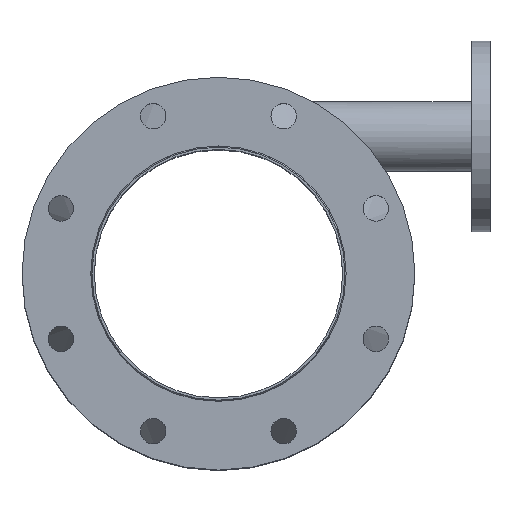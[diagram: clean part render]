
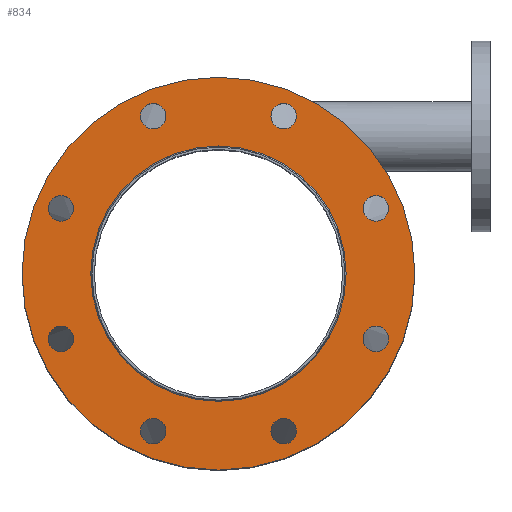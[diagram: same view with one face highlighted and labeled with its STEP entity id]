
A CAD part, top view. The second image highlights one B-rep face of the part: STEP entity #834.
In plain terms, the highlighted planar face has unit normal (0, 0, 1).
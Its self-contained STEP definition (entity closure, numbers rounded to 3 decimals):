
#54=PLANE('',#966);
#124=FACE_BOUND('',#323,.T.);
#125=FACE_BOUND('',#324,.T.);
#126=FACE_BOUND('',#325,.T.);
#127=FACE_BOUND('',#326,.T.);
#128=FACE_BOUND('',#327,.T.);
#129=FACE_BOUND('',#328,.T.);
#130=FACE_BOUND('',#329,.T.);
#131=FACE_BOUND('',#330,.T.);
#132=FACE_BOUND('',#331,.T.);
#200=FACE_OUTER_BOUND('',#322,.T.);
#322=EDGE_LOOP('',(#705));
#323=EDGE_LOOP('',(#706));
#324=EDGE_LOOP('',(#707));
#325=EDGE_LOOP('',(#708));
#326=EDGE_LOOP('',(#709));
#327=EDGE_LOOP('',(#710));
#328=EDGE_LOOP('',(#711));
#329=EDGE_LOOP('',(#712));
#330=EDGE_LOOP('',(#713));
#331=EDGE_LOOP('',(#714));
#408=CIRCLE('',#937,110.5);
#410=CIRCLE('',#940,11.);
#412=CIRCLE('',#943,11.);
#414=CIRCLE('',#946,11.);
#416=CIRCLE('',#949,11.);
#418=CIRCLE('',#952,11.);
#420=CIRCLE('',#955,11.);
#422=CIRCLE('',#958,11.);
#424=CIRCLE('',#961,11.);
#426=CIRCLE('',#964,170.);
#487=VERTEX_POINT('',#1527);
#489=VERTEX_POINT('',#1532);
#491=VERTEX_POINT('',#1537);
#493=VERTEX_POINT('',#1542);
#495=VERTEX_POINT('',#1547);
#497=VERTEX_POINT('',#1552);
#499=VERTEX_POINT('',#1557);
#501=VERTEX_POINT('',#1562);
#503=VERTEX_POINT('',#1567);
#505=VERTEX_POINT('',#1572);
#564=EDGE_CURVE('',#487,#487,#408,.T.);
#566=EDGE_CURVE('',#489,#489,#410,.T.);
#568=EDGE_CURVE('',#491,#491,#412,.T.);
#570=EDGE_CURVE('',#493,#493,#414,.T.);
#572=EDGE_CURVE('',#495,#495,#416,.T.);
#574=EDGE_CURVE('',#497,#497,#418,.T.);
#576=EDGE_CURVE('',#499,#499,#420,.T.);
#578=EDGE_CURVE('',#501,#501,#422,.T.);
#580=EDGE_CURVE('',#503,#503,#424,.T.);
#582=EDGE_CURVE('',#505,#505,#426,.T.);
#705=ORIENTED_EDGE('',*,*,#582,.F.);
#706=ORIENTED_EDGE('',*,*,#564,.T.);
#707=ORIENTED_EDGE('',*,*,#566,.T.);
#708=ORIENTED_EDGE('',*,*,#568,.T.);
#709=ORIENTED_EDGE('',*,*,#570,.T.);
#710=ORIENTED_EDGE('',*,*,#572,.T.);
#711=ORIENTED_EDGE('',*,*,#574,.T.);
#712=ORIENTED_EDGE('',*,*,#576,.T.);
#713=ORIENTED_EDGE('',*,*,#578,.T.);
#714=ORIENTED_EDGE('',*,*,#580,.T.);
#834=ADVANCED_FACE('',(#200,#124,#125,#126,#127,#128,#129,#130,#131,#132),
#54,.F.);
#937=AXIS2_PLACEMENT_3D('',#1528,#1155,#1156);
#940=AXIS2_PLACEMENT_3D('',#1533,#1161,#1162);
#943=AXIS2_PLACEMENT_3D('',#1538,#1167,#1168);
#946=AXIS2_PLACEMENT_3D('',#1543,#1173,#1174);
#949=AXIS2_PLACEMENT_3D('',#1548,#1179,#1180);
#952=AXIS2_PLACEMENT_3D('',#1553,#1185,#1186);
#955=AXIS2_PLACEMENT_3D('',#1558,#1191,#1192);
#958=AXIS2_PLACEMENT_3D('',#1563,#1197,#1198);
#961=AXIS2_PLACEMENT_3D('',#1568,#1203,#1204);
#964=AXIS2_PLACEMENT_3D('',#1573,#1209,#1210);
#966=AXIS2_PLACEMENT_3D('',#1576,#1213,#1214);
#1155=DIRECTION('center_axis',(0.,0.,-1.));
#1156=DIRECTION('ref_axis',(-1.,0.,0.));
#1161=DIRECTION('center_axis',(0.,0.,-1.));
#1162=DIRECTION('ref_axis',(-1.,0.,0.));
#1167=DIRECTION('center_axis',(0.,0.,-1.));
#1168=DIRECTION('ref_axis',(-1.,0.,0.));
#1173=DIRECTION('center_axis',(0.,0.,-1.));
#1174=DIRECTION('ref_axis',(-1.,0.,0.));
#1179=DIRECTION('center_axis',(0.,0.,-1.));
#1180=DIRECTION('ref_axis',(-1.,0.,0.));
#1185=DIRECTION('center_axis',(0.,0.,-1.));
#1186=DIRECTION('ref_axis',(-1.,0.,0.));
#1191=DIRECTION('center_axis',(0.,0.,-1.));
#1192=DIRECTION('ref_axis',(-1.,0.,0.));
#1197=DIRECTION('center_axis',(0.,0.,-1.));
#1198=DIRECTION('ref_axis',(-1.,0.,0.));
#1203=DIRECTION('center_axis',(0.,0.,-1.));
#1204=DIRECTION('ref_axis',(-1.,0.,0.));
#1209=DIRECTION('center_axis',(0.,0.,-1.));
#1210=DIRECTION('ref_axis',(-1.,0.,0.));
#1213=DIRECTION('center_axis',(0.,0.,-1.));
#1214=DIRECTION('ref_axis',(-1.,0.,0.));
#1527=CARTESIAN_POINT('',(110.5,0.,250.));
#1528=CARTESIAN_POINT('Origin',(0.,0.,250.));
#1532=CARTESIAN_POINT('',(-45.446,136.272,250.));
#1533=CARTESIAN_POINT('Origin',(-56.446,136.272,250.));
#1537=CARTESIAN_POINT('',(-125.272,56.446,250.));
#1538=CARTESIAN_POINT('Origin',(-136.272,56.446,250.));
#1542=CARTESIAN_POINT('',(-125.272,-56.446,250.));
#1543=CARTESIAN_POINT('Origin',(-136.272,-56.446,250.));
#1547=CARTESIAN_POINT('',(-45.446,-136.272,250.));
#1548=CARTESIAN_POINT('Origin',(-56.446,-136.272,250.));
#1552=CARTESIAN_POINT('',(67.446,-136.272,250.));
#1553=CARTESIAN_POINT('Origin',(56.446,-136.272,250.));
#1557=CARTESIAN_POINT('',(147.272,-56.446,250.));
#1558=CARTESIAN_POINT('Origin',(136.272,-56.446,250.));
#1562=CARTESIAN_POINT('',(147.272,56.446,250.));
#1563=CARTESIAN_POINT('Origin',(136.272,56.446,250.));
#1567=CARTESIAN_POINT('',(67.446,136.272,250.));
#1568=CARTESIAN_POINT('Origin',(56.446,136.272,250.));
#1572=CARTESIAN_POINT('',(170.,0.,250.));
#1573=CARTESIAN_POINT('Origin',(0.,0.,250.));
#1576=CARTESIAN_POINT('Origin',(0.,0.,250.));
